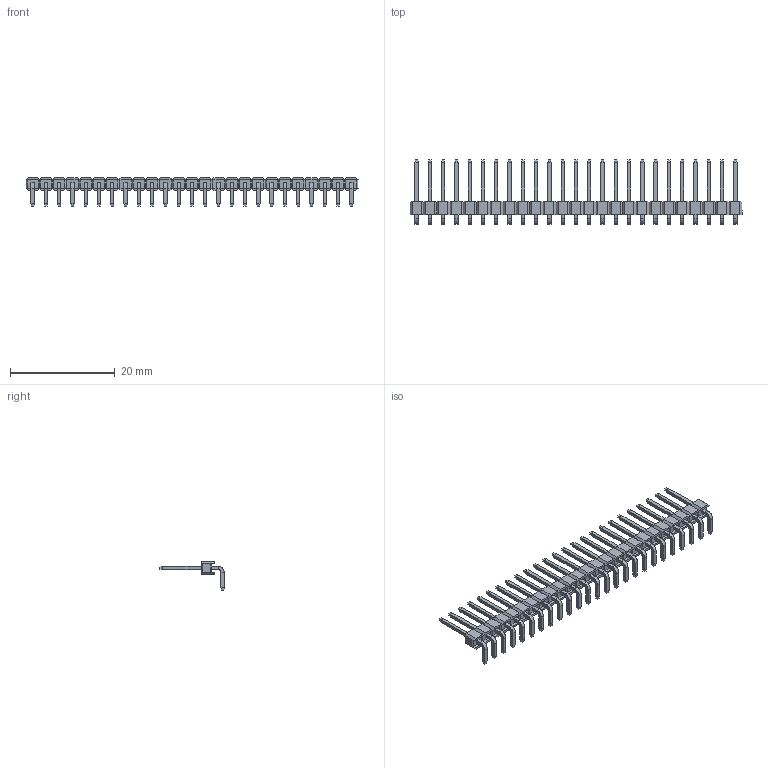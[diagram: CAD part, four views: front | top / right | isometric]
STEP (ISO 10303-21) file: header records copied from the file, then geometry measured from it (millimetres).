
FILE_DESCRIPTION (( 'STEP AP214' ), '1' );
FILE_NAME ('1x25 Male Pin Header Angle.STEP', '2021-11-12T11:35:27', ( 'M.B.I.' ), ( '' ), 'SwSTEP 2.0', '', '' );
FILE_SCHEMA (( 'AUTOMOTIVE_DESIGN' ));
Length unit declared in the file: millimetre
Products named in the file (1): 1x25 Male Pin Header Angle
Bounding box: 63.51 x 12.36 x 5.5 mm (x, y, z)
Volume: 460.6 mm3; surface area: 1910.4 mm2
Topology: 31 solids, 31 shells, 1198 faces, 2934 edges, 1798 vertices
Faces by surface type: plane 1148, cylinder 50
Entity records: 34350 total; most frequent: CARTESIAN_POINT 5931, ORIENTED_EDGE 5868, DIRECTION 5432, EDGE_CURVE 2934, VECTOR 2834, LINE 2834, VERTEX_POINT 1798, AXIS2_PLACEMENT_3D 1299
